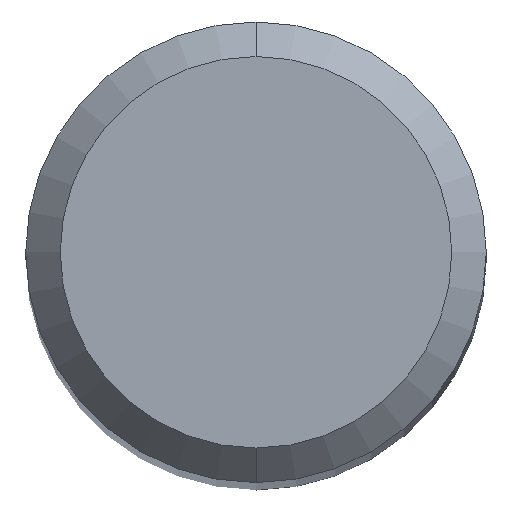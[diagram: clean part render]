
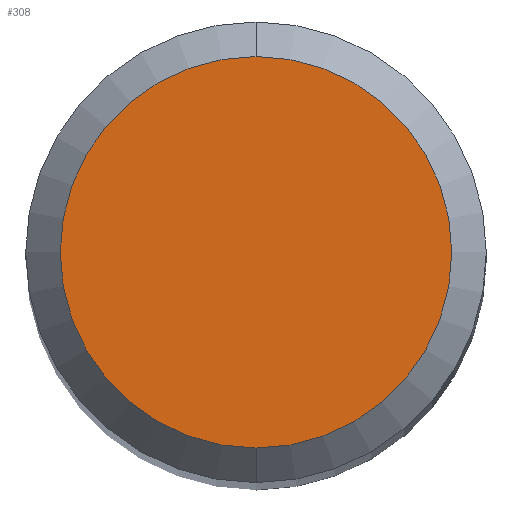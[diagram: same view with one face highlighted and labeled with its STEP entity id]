
A CAD part, top view. The second image highlights one B-rep face of the part: STEP entity #308.
In plain terms, the highlighted planar face has unit normal (0, 0, 1).
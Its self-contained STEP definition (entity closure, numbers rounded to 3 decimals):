
#234=EDGE_CURVE('',#484,#364,#572,.T.);
#308=ADVANCED_FACE('',(#654),#655,.T.);
#364=VERTEX_POINT('',#717);
#416=EDGE_CURVE('',#364,#484,#774,.T.);
#484=VERTEX_POINT('',#849);
#572=CIRCLE('',#1007,1.7);
#654=FACE_OUTER_BOUND('',#1150,.T.);
#655=PLANE('',#1151);
#717=CARTESIAN_POINT('',(0.0,1.7,0.0));
#774=CIRCLE('',#1394,1.7);
#849=CARTESIAN_POINT('',(0.,-1.7,0.0));
#1007=AXIS2_PLACEMENT_3D('',#1603,#1604,#1605);
#1150=EDGE_LOOP('',(#1699,#1700));
#1151=AXIS2_PLACEMENT_3D('',#1701,#1702,#1703);
#1394=AXIS2_PLACEMENT_3D('',#1817,#1818,#1819);
#1603=CARTESIAN_POINT('',(0.0,0.0,0.0));
#1604=DIRECTION('',(0.0,0.0,-1.0));
#1605=DIRECTION('',(0.0,1.0,0.0));
#1699=ORIENTED_EDGE('',*,*,#416,.F.);
#1700=ORIENTED_EDGE('',*,*,#234,.F.);
#1701=CARTESIAN_POINT('',(0.0,0.85,0.0));
#1702=DIRECTION('',(-0.0,0.0,1.0));
#1703=DIRECTION('',(0.0,-1.0,0.0));
#1817=CARTESIAN_POINT('',(0.0,0.0,0.0));
#1818=DIRECTION('',(0.0,0.0,-1.0));
#1819=DIRECTION('',(0.0,1.0,0.0));
